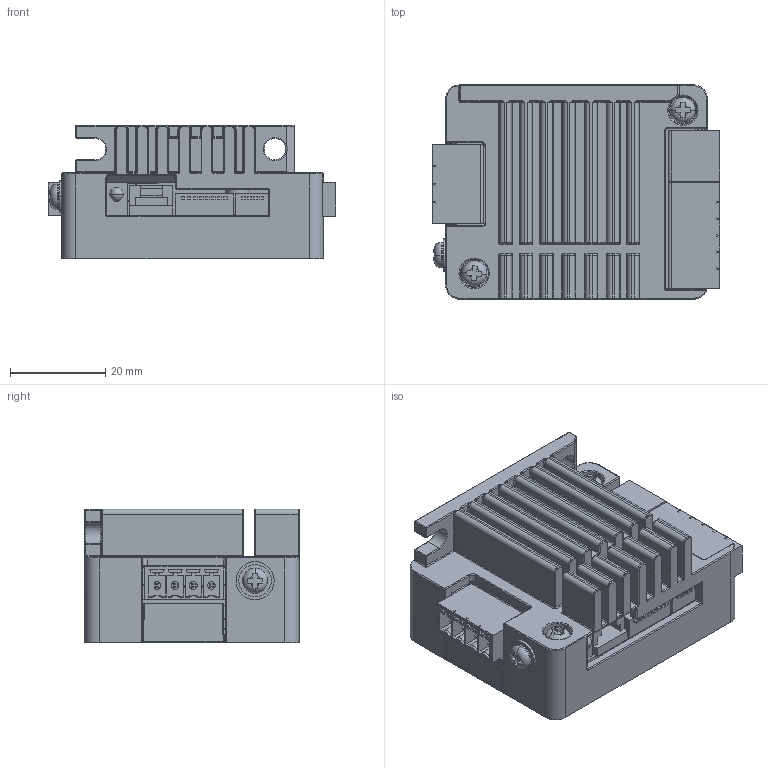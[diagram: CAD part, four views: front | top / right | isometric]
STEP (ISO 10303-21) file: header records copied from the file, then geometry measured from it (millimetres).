
FILE_DESCRIPTION (( 'STEP AP214' ), '1' );
FILE_NAME ('SR3-mini軞蚾芞.STEP', '2015-03-24T08:33:14', ( '' ), ( '' ), 'SwSTEP 2.0', 'SolidWorks 2014', '' );
FILE_SCHEMA (( 'AUTOMOTIVE_DESIGN' ));
Length unit declared in the file: millimetre
Products named in the file (13): SR3-諉華蹟隊M3x4-AMP; sr3-2-諦誧載蜊.sldasm-Part-3; 裔-AMP; SR3-mini軞蚾芞; CHP-081TA-4畢鎢羲壽-AMP; CHP-081TA-8畢鎢羲壽-AMP; S04B-ZESK-2D1; sr3-mini-F01-腑-AMP; 336344609; 2-5.08-AMP; 336347073; pcb(梓袧)-2014.5.7; 諉華菜え-AMP
Assembly tree (14 placements, depth 2):
  SR3-mini軞蚾芞
    裔-AMP
    sr3-2-諦誧載蜊.sldasm-Part-3
    SR3-諉華蹟隊M3x4-AMP  x3
    諉華菜え-AMP
    pcb(梓袧)-2014.5.7
    336347073
    2-5.08-AMP
    336344609
    sr3-mini-F01-腑-AMP
    S04B-ZESK-2D1
    CHP-081TA-8畢鎢羲壽-AMP
    CHP-081TA-4畢鎢羲壽-AMP
Bounding box: 60.31 x 45 x 28.01 mm (x, y, z)
Volume: 27407.7 mm3; surface area: 31923.6 mm2
Topology: 14 solids, 14 shells, 2395 faces, 6043 edges, 3693 vertices
Faces by surface type: plane 1234, cylinder 758, torus 238, bspline 76, sphere 60, cone 29
Entity records: 84693 total; most frequent: CARTESIAN_POINT 15652, DIRECTION 11713, ORIENTED_EDGE 11604, EDGE_CURVE 5802, AXIS2_PLACEMENT_3D 4011, LINE 3691, VECTOR 3691, VERTEX_POINT 3590
